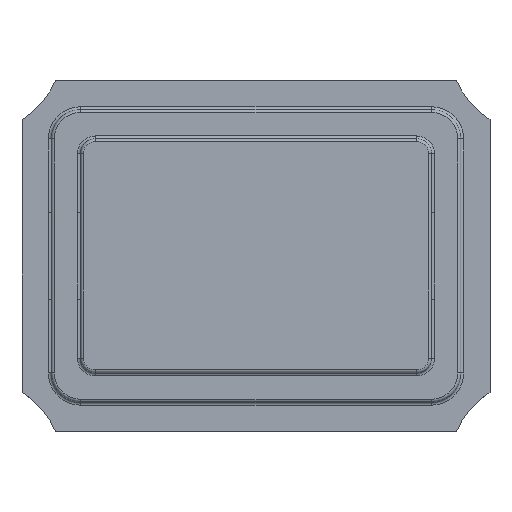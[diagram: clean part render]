
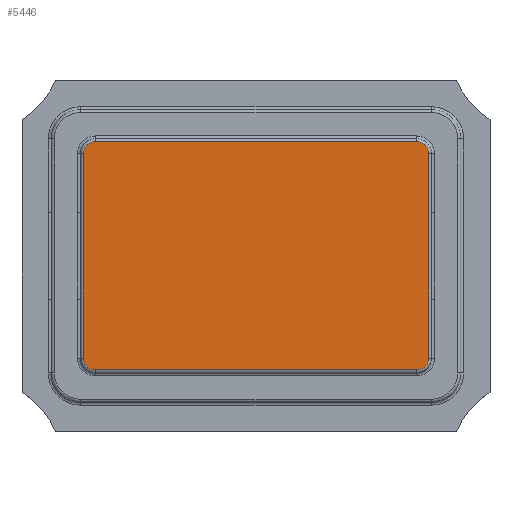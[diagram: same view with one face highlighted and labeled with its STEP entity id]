
A CAD part, top view. The second image highlights one B-rep face of the part: STEP entity #5446.
In plain terms, the highlighted planar face has unit normal (0, 0, 1).
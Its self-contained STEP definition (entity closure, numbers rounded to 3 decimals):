
#15 = AXIS2_PLACEMENT_3D ( 'NONE', #3078, #843, #2666 ) ;
#50 = CARTESIAN_POINT ( 'NONE',  ( 12.274, 2.19, 1.95 ) ) ;
#66 = CARTESIAN_POINT ( 'NONE',  ( 11.134, 2.15, 1.95 ) ) ;
#138 = EDGE_CURVE ( 'NONE', #144, #3182, #5100, .T. ) ;
#144 = VERTEX_POINT ( 'NONE', #3650 ) ;
#206 = CARTESIAN_POINT ( 'NONE',  ( 12.234, 2.93, 1.95 ) ) ;
#470 = ORIENTED_EDGE ( 'NONE', *, *, #1266, .T. ) ;
#578 = LINE ( 'NONE', #4178, #1550 ) ;
#627 = CARTESIAN_POINT ( 'NONE',  ( 11.134, 2.93, 1.95 ) ) ;
#632 = DIRECTION ( 'NONE',  ( 1., 0., 0. ) ) ;
#659 = DIRECTION ( 'NONE',  ( 0., 1., 0. ) ) ;
#843 = DIRECTION ( 'NONE',  ( 0., 0., 1. ) ) ;
#911 = EDGE_CURVE ( 'NONE', #2988, #3059, #5124, .T. ) ;
#942 = DIRECTION ( 'NONE',  ( 0., 0., 1. ) ) ;
#1115 = LINE ( 'NONE', #4697, #3770 ) ;
#1222 = DIRECTION ( 'NONE',  ( 1., 0., 0. ) ) ;
#1250 = PLANE ( 'NONE',  #2130 ) ;
#1266 = EDGE_CURVE ( 'NONE', #3182, #1931, #578, .T. ) ;
#1367 = DIRECTION ( 'NONE',  ( 1., 0., 0. ) ) ;
#1533 = DIRECTION ( 'NONE',  ( 1., 0., 0. ) ) ;
#1550 = VECTOR ( 'NONE', #1533, 1000. ) ;
#1574 = DIRECTION ( 'NONE',  ( 0., -1., 0. ) ) ;
#1848 = ORIENTED_EDGE ( 'NONE', *, *, #911, .T. ) ;
#1919 = CARTESIAN_POINT ( 'NONE',  ( 12.234, 2.15, 1.95 ) ) ;
#1931 = VERTEX_POINT ( 'NONE', #1919 ) ;
#1943 = EDGE_CURVE ( 'NONE', #5174, #144, #2059, .T. ) ;
#1957 = DIRECTION ( 'NONE',  ( 0., 0., 1. ) ) ;
#2059 = LINE ( 'NONE', #4722, #5307 ) ;
#2076 = ORIENTED_EDGE ( 'NONE', *, *, #2560, .T. ) ;
#2130 = AXIS2_PLACEMENT_3D ( 'NONE', #3543, #5306, #1222 ) ;
#2170 = CIRCLE ( 'NONE', #2916, 0.04 ) ;
#2187 = AXIS2_PLACEMENT_3D ( 'NONE', #5388, #942, #1367 ) ;
#2435 = DIRECTION ( 'NONE',  ( 1., 0., 0. ) ) ;
#2436 = DIRECTION ( 'NONE',  ( -1., 0., 0. ) ) ;
#2463 = ORIENTED_EDGE ( 'NONE', *, *, #2702, .T. ) ;
#2467 = VERTEX_POINT ( 'NONE', #50 ) ;
#2531 = ORIENTED_EDGE ( 'NONE', *, *, #1943, .T. ) ;
#2560 = EDGE_CURVE ( 'NONE', #3059, #5174, #2170, .T. ) ;
#2615 = EDGE_CURVE ( 'NONE', #2467, #4842, #1115, .T. ) ;
#2666 = DIRECTION ( 'NONE',  ( 1., 0., 0. ) ) ;
#2702 = EDGE_CURVE ( 'NONE', #1931, #2467, #5085, .T. ) ;
#2916 = AXIS2_PLACEMENT_3D ( 'NONE', #5254, #2921, #632 ) ;
#2921 = DIRECTION ( 'NONE',  ( 0., 0., 1. ) ) ;
#2967 = AXIS2_PLACEMENT_3D ( 'NONE', #5099, #1957, #2435 ) ;
#2988 = VERTEX_POINT ( 'NONE', #206 ) ;
#3059 = VERTEX_POINT ( 'NONE', #3895 ) ;
#3074 = FACE_OUTER_BOUND ( 'NONE', #5670, .T. ) ;
#3078 = CARTESIAN_POINT ( 'NONE',  ( 12.234, 2.19, 1.95 ) ) ;
#3182 = VERTEX_POINT ( 'NONE', #66 ) ;
#3543 = CARTESIAN_POINT ( 'NONE',  ( 11.684, 2.54, 1.95 ) ) ;
#3578 = CARTESIAN_POINT ( 'NONE',  ( 12.274, 2.89, 1.95 ) ) ;
#3618 = CARTESIAN_POINT ( 'NONE',  ( 11.094, 2.89, 1.95 ) ) ;
#3650 = CARTESIAN_POINT ( 'NONE',  ( 11.094, 2.19, 1.95 ) ) ;
#3770 = VECTOR ( 'NONE', #659, 1000. ) ;
#3849 = VECTOR ( 'NONE', #2436, 1000. ) ;
#3895 = CARTESIAN_POINT ( 'NONE',  ( 11.134, 2.93, 1.95 ) ) ;
#4178 = CARTESIAN_POINT ( 'NONE',  ( 12.234, 2.15, 1.95 ) ) ;
#4479 = ORIENTED_EDGE ( 'NONE', *, *, #138, .T. ) ;
#4591 = CIRCLE ( 'NONE', #2967, 0.04 ) ;
#4697 = CARTESIAN_POINT ( 'NONE',  ( 12.274, 2.89, 1.95 ) ) ;
#4722 = CARTESIAN_POINT ( 'NONE',  ( 11.094, 2.19, 1.95 ) ) ;
#4842 = VERTEX_POINT ( 'NONE', #3578 ) ;
#5085 = CIRCLE ( 'NONE', #15, 0.04 ) ;
#5099 = CARTESIAN_POINT ( 'NONE',  ( 12.234, 2.89, 1.95 ) ) ;
#5100 = CIRCLE ( 'NONE', #2187, 0.04 ) ;
#5124 = LINE ( 'NONE', #627, #3849 ) ;
#5174 = VERTEX_POINT ( 'NONE', #3618 ) ;
#5254 = CARTESIAN_POINT ( 'NONE',  ( 11.134, 2.89, 1.95 ) ) ;
#5288 = ORIENTED_EDGE ( 'NONE', *, *, #5311, .T. ) ;
#5306 = DIRECTION ( 'NONE',  ( 0., 0., 1. ) ) ;
#5307 = VECTOR ( 'NONE', #1574, 1000. ) ;
#5311 = EDGE_CURVE ( 'NONE', #4842, #2988, #4591, .T. ) ;
#5388 = CARTESIAN_POINT ( 'NONE',  ( 11.134, 2.19, 1.95 ) ) ;
#5446 = ADVANCED_FACE ( 'NONE', ( #3074 ), #1250, .T. ) ;
#5632 = ORIENTED_EDGE ( 'NONE', *, *, #2615, .T. ) ;
#5670 = EDGE_LOOP ( 'NONE', ( #5632, #5288, #1848, #2076, #2531, #4479, #470, #2463 ) ) ;
